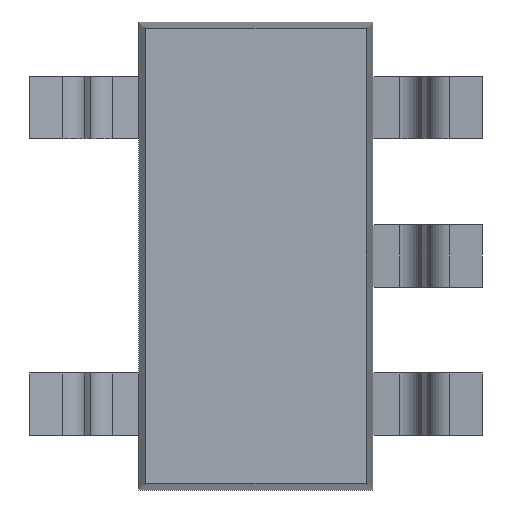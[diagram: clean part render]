
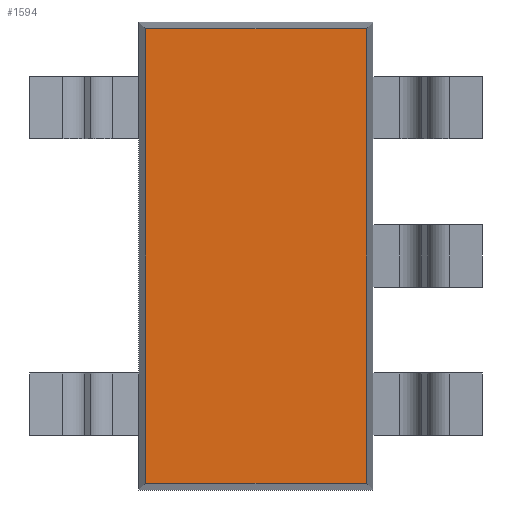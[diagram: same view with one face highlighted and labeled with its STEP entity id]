
A CAD part, front view. The second image highlights one B-rep face of the part: STEP entity #1594.
In plain terms, the highlighted planar face has unit normal (0, -1, 0).
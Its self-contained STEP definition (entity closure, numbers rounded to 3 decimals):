
#110=FACE_OUTER_BOUND('',#194,.T.);
#194=EDGE_LOOP('',(#1346,#1347,#1348,#1349));
#400=LINE('',#2576,#578);
#403=LINE('',#2581,#581);
#406=LINE('',#2586,#584);
#408=LINE('',#2589,#586);
#578=VECTOR('',#2132,10.);
#581=VECTOR('',#2137,10.);
#584=VECTOR('',#2142,10.);
#586=VECTOR('',#2146,10.);
#726=VERTEX_POINT('',#2574);
#727=VERTEX_POINT('',#2575);
#728=VERTEX_POINT('',#2580);
#729=VERTEX_POINT('',#2585);
#932=EDGE_CURVE('',#726,#727,#400,.T.);
#935=EDGE_CURVE('',#727,#728,#403,.T.);
#938=EDGE_CURVE('',#728,#729,#406,.T.);
#940=EDGE_CURVE('',#729,#726,#408,.T.);
#1346=ORIENTED_EDGE('',*,*,#932,.F.);
#1347=ORIENTED_EDGE('',*,*,#940,.F.);
#1348=ORIENTED_EDGE('',*,*,#938,.F.);
#1349=ORIENTED_EDGE('',*,*,#935,.F.);
#1444=PLANE('',#1738);
#1594=ADVANCED_FACE('',(#110),#1444,.T.);
#1738=AXIS2_PLACEMENT_3D('',#2591,#2148,#2149);
#2132=DIRECTION('',(0.,0.,-1.));
#2137=DIRECTION('',(-1.,0.,0.));
#2142=DIRECTION('',(0.,0.,1.));
#2146=DIRECTION('',(1.,0.,0.));
#2148=DIRECTION('center_axis',(0.,-1.,0.));
#2149=DIRECTION('ref_axis',(0.,0.,-1.));
#2574=CARTESIAN_POINT('',(0.708,-0.6,1.458));
#2575=CARTESIAN_POINT('',(0.708,-0.6,-1.458));
#2576=CARTESIAN_POINT('',(0.708,-0.6,-1.5));
#2580=CARTESIAN_POINT('',(-0.708,-0.6,-1.458));
#2581=CARTESIAN_POINT('',(-0.75,-0.6,-1.458));
#2585=CARTESIAN_POINT('',(-0.708,-0.6,1.458));
#2586=CARTESIAN_POINT('',(-0.708,-0.6,1.5));
#2589=CARTESIAN_POINT('',(0.75,-0.6,1.458));
#2591=CARTESIAN_POINT('Origin',(0.,-0.6,0.));
